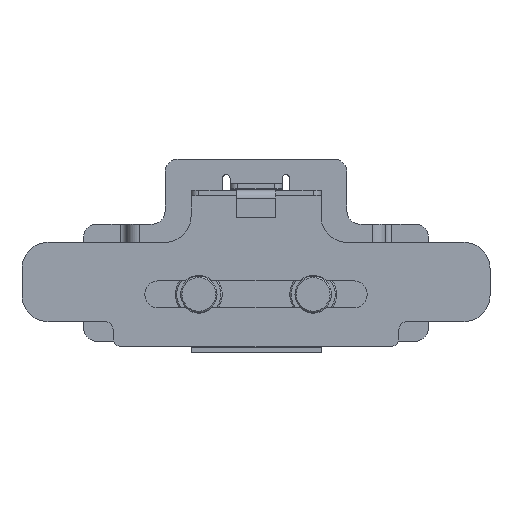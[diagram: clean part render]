
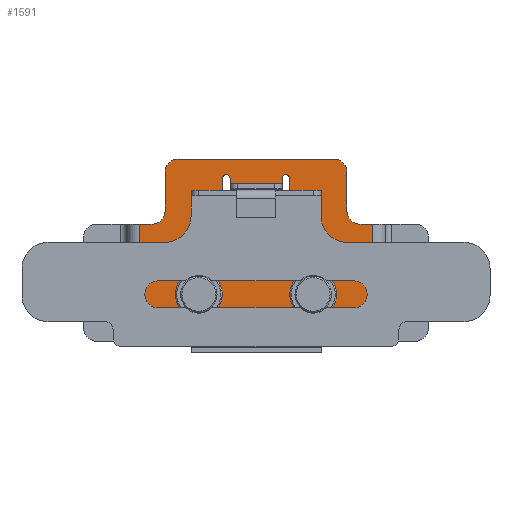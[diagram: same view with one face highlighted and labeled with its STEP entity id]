
A CAD part, top view. The second image highlights one B-rep face of the part: STEP entity #1591.
In plain terms, the highlighted planar face has unit normal (0, 0, 1).
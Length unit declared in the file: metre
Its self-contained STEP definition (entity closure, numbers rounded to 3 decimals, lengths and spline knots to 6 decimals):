
#137=DIRECTION('',(0.,1.,0.));
#138=VECTOR('',#137,0.002);
#139=CARTESIAN_POINT('',(0.056255,0.065,-0.0185));
#140=LINE('',#139,#138);
#160=DIRECTION('',(-1.,0.,0.));
#161=VECTOR('',#160,0.02);
#162=CARTESIAN_POINT('',(0.076255,0.065,-0.0185));
#163=LINE('',#162,#161);
#233=DIRECTION('',(0.,-1.,0.));
#234=VECTOR('',#233,0.002);
#235=CARTESIAN_POINT('',(0.076255,0.067,-0.0185));
#236=LINE('',#235,#234);
#246=CARTESIAN_POINT('',(0.054755,0.067,-0.0185));
#247=DIRECTION('',(0.,0.,-1.));
#248=DIRECTION('',(-1.,0.003,0.));
#249=AXIS2_PLACEMENT_3D('',#246,#247,#248);
#251=CARTESIAN_POINT('',(0.056255,0.045,-0.0185));
#252=DIRECTION('',(0.,0.,-1.));
#253=DIRECTION('',(0.,-1.,0.));
#254=AXIS2_PLACEMENT_3D('',#251,#252,#253);
#256=CARTESIAN_POINT('',(0.076255,0.045,-0.0185));
#257=DIRECTION('',(0.,0.,-1.));
#258=DIRECTION('',(1.,0.,0.));
#259=AXIS2_PLACEMENT_3D('',#256,#257,#258);
#261=CARTESIAN_POINT('',(0.077756,0.067,-0.0185));
#262=DIRECTION('',(0.,0.,-1.));
#263=DIRECTION('',(0.,1.,0.));
#264=AXIS2_PLACEMENT_3D('',#261,#262,#263);
#266=CARTESIAN_POINT('',(0.077756,0.067,-0.0185));
#267=DIRECTION('',(0.,0.,-1.));
#268=DIRECTION('',(-1.,0.,0.));
#269=AXIS2_PLACEMENT_3D('',#266,#267,#268);
#271=CARTESIAN_POINT('',(0.088255,0.0225,-0.0185));
#272=DIRECTION('',(0.,0.,-1.));
#273=DIRECTION('',(-1.,0.,0.));
#274=AXIS2_PLACEMENT_3D('',#271,#272,#273);
#276=CARTESIAN_POINT('',(0.088255,0.0225,-0.0185));
#277=DIRECTION('',(0.,0.,-1.));
#278=DIRECTION('',(1.,0.,0.));
#279=AXIS2_PLACEMENT_3D('',#276,#277,#278);
#281=CARTESIAN_POINT('',(0.044255,0.0225,-0.0185));
#282=DIRECTION('',(0.,0.,-1.));
#283=DIRECTION('',(-1.,0.,0.));
#284=AXIS2_PLACEMENT_3D('',#281,#282,#283);
#286=CARTESIAN_POINT('',(0.044255,0.0225,-0.0185));
#287=DIRECTION('',(0.,0.,-1.));
#288=DIRECTION('',(1.,0.,0.));
#289=AXIS2_PLACEMENT_3D('',#286,#287,#288);
#291=DIRECTION('',(1.,0.,0.));
#292=VECTOR('',#291,0.01975);
#293=CARTESIAN_POINT('',(0.021505,0.0045,-0.0185));
#294=LINE('',#293,#292);
#295=DIRECTION('',(-1.,0.,0.));
#296=VECTOR('',#295,0.00475);
#297=CARTESIAN_POINT('',(0.026255,0.0495,-0.0185));
#298=LINE('',#297,#296);
#299=CARTESIAN_POINT('',(0.026255,0.0545,-0.0185));
#300=DIRECTION('',(0.,0.,-1.));
#301=DIRECTION('',(1.,0.,0.));
#302=AXIS2_PLACEMENT_3D('',#299,#300,#301);
#304=DIRECTION('',(0.,-1.,0.));
#305=VECTOR('',#304,0.015);
#306=CARTESIAN_POINT('',(0.031255,0.0695,-0.0185));
#307=LINE('',#306,#305);
#308=CARTESIAN_POINT('',(0.036255,0.0695,-0.0185));
#309=DIRECTION('',(0.,0.,1.));
#310=DIRECTION('',(0.,1.,0.));
#311=AXIS2_PLACEMENT_3D('',#308,#309,#310);
#313=DIRECTION('',(-1.,0.,0.));
#314=VECTOR('',#313,0.06);
#315=CARTESIAN_POINT('',(0.096255,0.0745,-0.0185));
#316=LINE('',#315,#314);
#317=CARTESIAN_POINT('',(0.096255,0.0695,-0.0185));
#318=DIRECTION('',(0.,0.,1.));
#319=DIRECTION('',(1.,0.,0.));
#320=AXIS2_PLACEMENT_3D('',#317,#318,#319);
#322=DIRECTION('',(0.,1.,0.));
#323=VECTOR('',#322,0.015);
#324=CARTESIAN_POINT('',(0.101255,0.0545,-0.0185));
#325=LINE('',#324,#323);
#326=CARTESIAN_POINT('',(0.106255,0.0545,-0.0185));
#327=DIRECTION('',(0.,0.,-1.));
#328=DIRECTION('',(0.,-1.,0.));
#329=AXIS2_PLACEMENT_3D('',#326,#327,#328);
#331=DIRECTION('',(-1.,0.,0.));
#332=VECTOR('',#331,0.00475);
#333=CARTESIAN_POINT('',(0.111005,0.0495,-0.0185));
#334=LINE('',#333,#332);
#335=DIRECTION('',(1.,0.,0.));
#336=VECTOR('',#335,0.01975);
#337=CARTESIAN_POINT('',(0.091255,0.0045,-0.0185));
#338=LINE('',#337,#336);
#339=DIRECTION('',(0.,1.,0.));
#340=VECTOR('',#339,0.0025);
#341=CARTESIAN_POINT('',(0.091255,0.002,-0.0185));
#342=LINE('',#341,#340);
#343=DIRECTION('',(0.,-1.,0.));
#344=VECTOR('',#343,0.0025);
#345=CARTESIAN_POINT('',(0.041255,0.0045,-0.0185));
#346=LINE('',#345,#344);
#359=DIRECTION('',(0.,-1.,0.));
#360=VECTOR('',#359,0.022001);
#361=CARTESIAN_POINT('',(0.053255,0.067001,-0.0185));
#362=LINE('',#361,#360);
#371=DIRECTION('',(1.,0.,0.));
#372=VECTOR('',#371,0.02);
#373=CARTESIAN_POINT('',(0.056255,0.042,-0.0185));
#374=LINE('',#373,#372);
#387=DIRECTION('',(0.,1.,0.));
#388=VECTOR('',#387,0.022001);
#389=CARTESIAN_POINT('',(0.079255,0.045,-0.0185));
#390=LINE('',#389,#388);
#487=DIRECTION('',(0.,1.,0.));
#488=VECTOR('',#487,0.045);
#489=CARTESIAN_POINT('',(0.021505,0.0045,-0.0185));
#490=LINE('',#489,#488);
#763=DIRECTION('',(0.,-1.,0.));
#764=VECTOR('',#763,0.045);
#765=CARTESIAN_POINT('',(0.111005,0.0495,-0.0185));
#766=LINE('',#765,#764);
#981=DIRECTION('',(-1.,0.,0.));
#982=VECTOR('',#981,0.05);
#983=CARTESIAN_POINT('',(0.091255,0.002,-0.0185));
#984=LINE('',#983,#982);
#1059=CARTESIAN_POINT('',(0.101255,0.0695,-0.0185));
#1060=VERTEX_POINT('',#1059);
#1061=CARTESIAN_POINT('',(0.096255,0.0745,-0.0185));
#1062=VERTEX_POINT('',#1061);
#1063=CARTESIAN_POINT('',(0.101255,0.0545,-0.0185));
#1064=VERTEX_POINT('',#1063);
#1065=CARTESIAN_POINT('',(0.106255,0.0495,-0.0185));
#1066=VERTEX_POINT('',#1065);
#1067=CARTESIAN_POINT('',(0.111005,0.0495,-0.0185));
#1069=VERTEX_POINT('',#1067);
#1087=CARTESIAN_POINT('',(0.111005,0.0045,-0.0185));
#1088=VERTEX_POINT('',#1087);
#1135=CARTESIAN_POINT('',(0.091255,0.0045,-0.0185));
#1136=VERTEX_POINT('',#1135);
#1143=CARTESIAN_POINT('',(0.091255,0.002,-0.0185));
#1144=VERTEX_POINT('',#1143);
#1147=CARTESIAN_POINT('',(0.041255,0.0045,-0.0185));
#1148=VERTEX_POINT('',#1147);
#1149=CARTESIAN_POINT('',(0.041255,0.002,-0.0185));
#1150=VERTEX_POINT('',#1149);
#1155=CARTESIAN_POINT('',(0.021505,0.0045,-0.0185));
#1157=VERTEX_POINT('',#1155);
#1175=CARTESIAN_POINT('',(0.021505,0.0495,-0.0185));
#1176=VERTEX_POINT('',#1175);
#1223=CARTESIAN_POINT('',(0.026255,0.0495,-0.0185));
#1224=VERTEX_POINT('',#1223);
#1225=CARTESIAN_POINT('',(0.031255,0.0545,-0.0185));
#1226=VERTEX_POINT('',#1225);
#1227=CARTESIAN_POINT('',(0.031255,0.0695,-0.0185));
#1228=VERTEX_POINT('',#1227);
#1229=CARTESIAN_POINT('',(0.036255,0.0745,-0.0185));
#1230=VERTEX_POINT('',#1229);
#1231=CARTESIAN_POINT('',(0.049255,0.0225,-0.0185));
#1232=CARTESIAN_POINT('',(0.039255,0.0225,-0.0185));
#1233=VERTEX_POINT('',#1231);
#1234=VERTEX_POINT('',#1232);
#1235=CARTESIAN_POINT('',(0.093255,0.0225,-0.0185));
#1236=CARTESIAN_POINT('',(0.083255,0.0225,-0.0185));
#1237=VERTEX_POINT('',#1235);
#1238=VERTEX_POINT('',#1236);
#1239=CARTESIAN_POINT('',(0.053255,0.067003,-0.0185));
#1240=CARTESIAN_POINT('',(0.056255,0.067,-0.0185));
#1241=VERTEX_POINT('',#1239);
#1242=VERTEX_POINT('',#1240);
#1243=CARTESIAN_POINT('',(0.053255,0.045,-0.0185));
#1244=VERTEX_POINT('',#1243);
#1245=CARTESIAN_POINT('',(0.056255,0.042,-0.0185));
#1246=VERTEX_POINT('',#1245);
#1247=CARTESIAN_POINT('',(0.076255,0.042,-0.0185));
#1248=VERTEX_POINT('',#1247);
#1249=CARTESIAN_POINT('',(0.079255,0.045,-0.0185));
#1250=VERTEX_POINT('',#1249);
#1251=CARTESIAN_POINT('',(0.079256,0.067001,-0.0185));
#1252=VERTEX_POINT('',#1251);
#1253=CARTESIAN_POINT('',(0.076255,0.067,-0.0185));
#1254=CARTESIAN_POINT('',(0.077756,0.0685,-0.0185));
#1255=VERTEX_POINT('',#1253);
#1256=VERTEX_POINT('',#1254);
#1257=CARTESIAN_POINT('',(0.076255,0.065,-0.0185));
#1258=VERTEX_POINT('',#1257);
#1259=CARTESIAN_POINT('',(0.056255,0.065,-0.0185));
#1260=VERTEX_POINT('',#1259);
#1519=CARTESIAN_POINT('',(0.066255,0.027,-0.0185));
#1520=DIRECTION('',(0.,0.,1.));
#1521=DIRECTION('',(1.,0.,0.));
#1522=AXIS2_PLACEMENT_3D('',#1519,#1520,#1521);
#1523=PLANE('',#1522);
#1525=ORIENTED_EDGE('',*,*,#1524,.F.);
#1527=ORIENTED_EDGE('',*,*,#1526,.T.);
#1529=ORIENTED_EDGE('',*,*,#1528,.F.);
#1531=ORIENTED_EDGE('',*,*,#1530,.F.);
#1533=ORIENTED_EDGE('',*,*,#1532,.F.);
#1535=ORIENTED_EDGE('',*,*,#1534,.F.);
#1537=ORIENTED_EDGE('',*,*,#1536,.F.);
#1539=ORIENTED_EDGE('',*,*,#1538,.F.);
#1541=ORIENTED_EDGE('',*,*,#1540,.F.);
#1543=ORIENTED_EDGE('',*,*,#1542,.F.);
#1545=ORIENTED_EDGE('',*,*,#1544,.F.);
#1547=ORIENTED_EDGE('',*,*,#1546,.T.);
#1549=ORIENTED_EDGE('',*,*,#1548,.F.);
#1551=ORIENTED_EDGE('',*,*,#1550,.F.);
#1553=ORIENTED_EDGE('',*,*,#1552,.T.);
#1555=ORIENTED_EDGE('',*,*,#1554,.F.);
#1556=EDGE_LOOP('',(#1525,#1527,#1529,#1531,#1533,#1535,#1537,#1539,#1541,#1543,
#1545,#1547,#1549,#1551,#1553,#1555));
#1557=FACE_OUTER_BOUND('',#1556,.F.);
#1559=ORIENTED_EDGE('',*,*,#1558,.F.);
#1561=ORIENTED_EDGE('',*,*,#1560,.F.);
#1562=EDGE_LOOP('',(#1559,#1561));
#1563=FACE_BOUND('',#1562,.F.);
#1565=ORIENTED_EDGE('',*,*,#1564,.F.);
#1567=ORIENTED_EDGE('',*,*,#1566,.F.);
#1568=EDGE_LOOP('',(#1565,#1567));
#1569=FACE_BOUND('',#1568,.F.);
#1570=ORIENTED_EDGE('',*,*,#1381,.T.);
#1572=ORIENTED_EDGE('',*,*,#1571,.F.);
#1574=ORIENTED_EDGE('',*,*,#1573,.T.);
#1576=ORIENTED_EDGE('',*,*,#1575,.F.);
#1578=ORIENTED_EDGE('',*,*,#1577,.T.);
#1580=ORIENTED_EDGE('',*,*,#1579,.F.);
#1582=ORIENTED_EDGE('',*,*,#1581,.T.);
#1584=ORIENTED_EDGE('',*,*,#1583,.F.);
#1586=ORIENTED_EDGE('',*,*,#1585,.F.);
#1587=ORIENTED_EDGE('',*,*,#1509,.T.);
#1588=ORIENTED_EDGE('',*,*,#1396,.T.);
#1589=EDGE_LOOP('',(#1570,#1572,#1574,#1576,#1578,#1580,#1582,#1584,#1586,#1587,
#1588));
#1590=FACE_BOUND('',#1589,.F.);
#1591=ADVANCED_FACE('',(#1557,#1563,#1569,#1590),#1523,.T.);
#250=CIRCLE('',#249,0.0015);
#255=CIRCLE('',#254,0.003);
#260=CIRCLE('',#259,0.003);
#265=CIRCLE('',#264,0.0015);
#270=CIRCLE('',#269,0.0015);
#275=CIRCLE('',#274,0.005);
#280=CIRCLE('',#279,0.005);
#285=CIRCLE('',#284,0.005);
#290=CIRCLE('',#289,0.005);
#303=CIRCLE('',#302,0.005);
#312=CIRCLE('',#311,0.005);
#321=CIRCLE('',#320,0.005);
#330=CIRCLE('',#329,0.005);
#1381=EDGE_CURVE('',#1260,#1242,#140,.T.);
#1396=EDGE_CURVE('',#1258,#1260,#163,.T.);
#1509=EDGE_CURVE('',#1255,#1258,#236,.T.);
#1524=EDGE_CURVE('',#1157,#1148,#294,.T.);
#1526=EDGE_CURVE('',#1157,#1176,#490,.T.);
#1528=EDGE_CURVE('',#1224,#1176,#298,.T.);
#1530=EDGE_CURVE('',#1226,#1224,#303,.T.);
#1532=EDGE_CURVE('',#1228,#1226,#307,.T.);
#1534=EDGE_CURVE('',#1230,#1228,#312,.T.);
#1536=EDGE_CURVE('',#1062,#1230,#316,.T.);
#1538=EDGE_CURVE('',#1060,#1062,#321,.T.);
#1540=EDGE_CURVE('',#1064,#1060,#325,.T.);
#1542=EDGE_CURVE('',#1066,#1064,#330,.T.);
#1544=EDGE_CURVE('',#1069,#1066,#334,.T.);
#1546=EDGE_CURVE('',#1069,#1088,#766,.T.);
#1548=EDGE_CURVE('',#1136,#1088,#338,.T.);
#1550=EDGE_CURVE('',#1144,#1136,#342,.T.);
#1552=EDGE_CURVE('',#1144,#1150,#984,.T.);
#1554=EDGE_CURVE('',#1148,#1150,#346,.T.);
#1558=EDGE_CURVE('',#1238,#1237,#275,.T.);
#1560=EDGE_CURVE('',#1237,#1238,#280,.T.);
#1564=EDGE_CURVE('',#1234,#1233,#285,.T.);
#1566=EDGE_CURVE('',#1233,#1234,#290,.T.);
#1571=EDGE_CURVE('',#1241,#1242,#250,.T.);
#1573=EDGE_CURVE('',#1241,#1244,#362,.T.);
#1575=EDGE_CURVE('',#1246,#1244,#255,.T.);
#1577=EDGE_CURVE('',#1246,#1248,#374,.T.);
#1579=EDGE_CURVE('',#1250,#1248,#260,.T.);
#1581=EDGE_CURVE('',#1250,#1252,#390,.T.);
#1583=EDGE_CURVE('',#1256,#1252,#265,.T.);
#1585=EDGE_CURVE('',#1255,#1256,#270,.T.);
